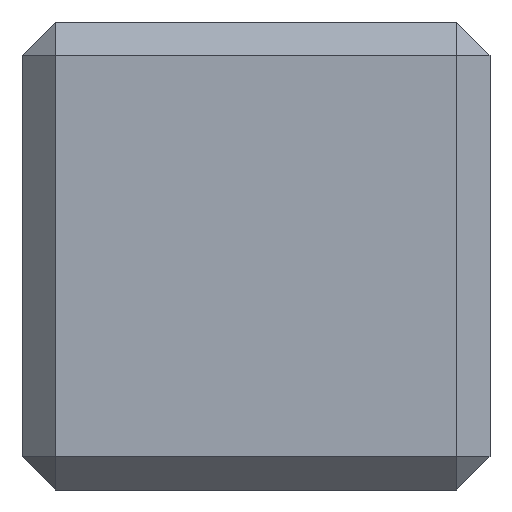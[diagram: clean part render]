
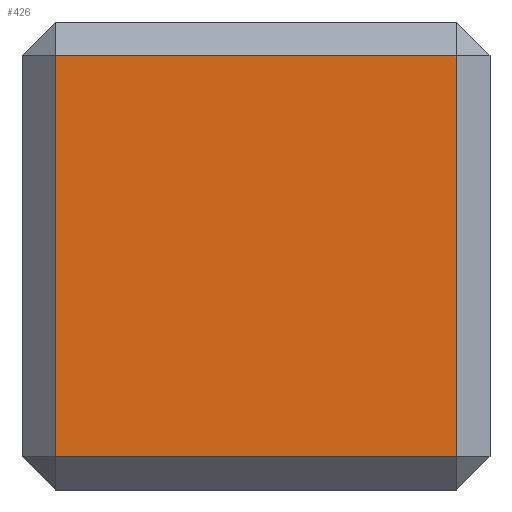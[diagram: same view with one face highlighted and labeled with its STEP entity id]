
A CAD part, front view. The second image highlights one B-rep face of the part: STEP entity #426.
In plain terms, the highlighted planar face has unit normal (0, -1, 0).
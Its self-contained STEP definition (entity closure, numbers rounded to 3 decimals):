
#46=FACE_OUTER_BOUND('',#78,.T.);
#78=EDGE_LOOP('',(#353,#354,#355,#356));
#114=LINE('',#666,#164);
#116=LINE('',#669,#166);
#118=LINE('',#672,#168);
#125=LINE('',#683,#175);
#164=VECTOR('',#534,10.);
#166=VECTOR('',#538,10.);
#168=VECTOR('',#542,10.);
#175=VECTOR('',#557,10.);
#194=VERTEX_POINT('',#624);
#197=VERTEX_POINT('',#631);
#205=VERTEX_POINT('',#651);
#207=VERTEX_POINT('',#656);
#242=EDGE_CURVE('',#197,#207,#114,.T.);
#244=EDGE_CURVE('',#207,#205,#116,.T.);
#246=EDGE_CURVE('',#205,#194,#118,.T.);
#253=EDGE_CURVE('',#194,#197,#125,.T.);
#353=ORIENTED_EDGE('',*,*,#242,.F.);
#354=ORIENTED_EDGE('',*,*,#253,.F.);
#355=ORIENTED_EDGE('',*,*,#246,.F.);
#356=ORIENTED_EDGE('',*,*,#244,.F.);
#398=PLANE('',#472);
#426=ADVANCED_FACE('',(#46),#398,.T.);
#472=AXIS2_PLACEMENT_3D('',#701,#581,#582);
#534=DIRECTION('',(-1.,0.,0.));
#538=DIRECTION('',(0.,0.,1.));
#542=DIRECTION('',(1.,0.,0.));
#557=DIRECTION('',(0.,0.,-1.));
#581=DIRECTION('center_axis',(0.,-1.,0.));
#582=DIRECTION('ref_axis',(1.,0.,0.));
#624=CARTESIAN_POINT('',(-38.8,-66.876,11.5));
#631=CARTESIAN_POINT('',(-38.8,-66.876,5.5));
#651=CARTESIAN_POINT('',(-44.8,-66.876,11.5));
#656=CARTESIAN_POINT('',(-44.8,-66.876,5.5));
#666=CARTESIAN_POINT('',(-43.55,-66.876,5.5));
#669=CARTESIAN_POINT('',(-44.8,-66.876,5.));
#672=CARTESIAN_POINT('',(-43.55,-66.876,11.5));
#683=CARTESIAN_POINT('',(-38.8,-66.876,5.));
#701=CARTESIAN_POINT('Origin',(-45.3,-66.876,5.));
